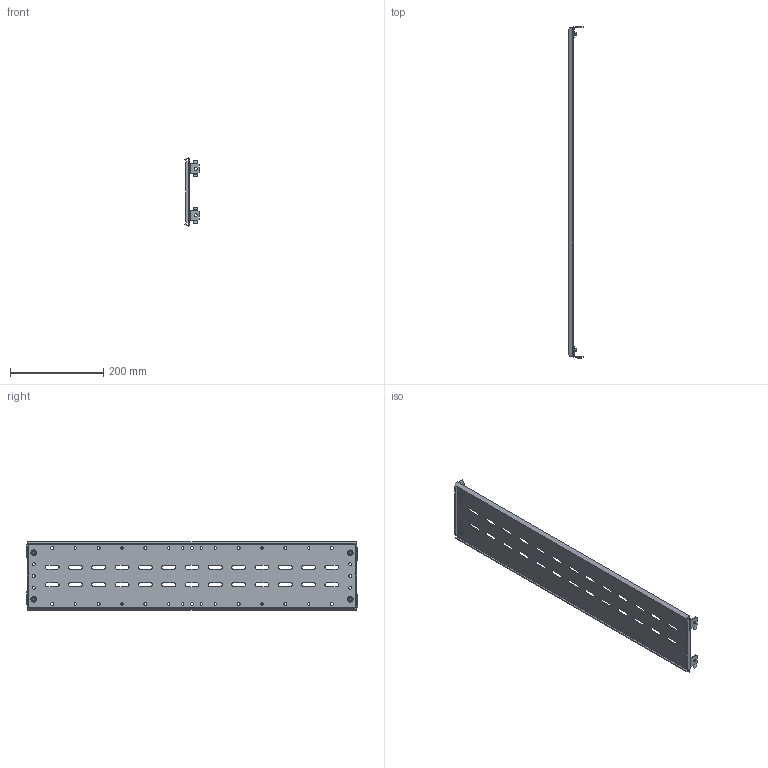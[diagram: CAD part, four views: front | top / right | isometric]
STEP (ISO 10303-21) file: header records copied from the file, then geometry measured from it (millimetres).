
FILE_DESCRIPTION (( 'STEP AP203' ), '1' );
FILE_NAME ('FO-00-SWF-015-080 FORMAT Ïåðåãîðîäêà ñåêöèîíèðîâàíèÿ çàäíÿÿ 150õ800 IEK.STEP', '2024-07-04T09:20:34', ( '' ), ( '' ), 'SwSTEP 2.0', 'SolidWorks 2022', '' );
FILE_SCHEMA (( 'CONFIG_CONTROL_DESIGN' ));
Length unit declared in the file: millimetre
Products named in the file (1): FO-00-SWF-015-080 FORMAT Перегородка секционирования задняя 150х800 IEK
Bounding box: 30.52 x 711.5 x 147.66 mm (x, y, z)
Volume: 175677.2 mm3; surface area: 238706.2 mm2
Topology: 9 solids, 9 shells, 494 faces, 1372 edges, 904 vertices
Faces by surface type: cylinder 250, plane 212, cone 16, torus 16
Entity records: 16325 total; most frequent: DIRECTION 2910, CARTESIAN_POINT 2771, ORIENTED_EDGE 2744, EDGE_CURVE 1372, AXIS2_PLACEMENT_3D 1043, VERTEX_POINT 904, LINE 824, VECTOR 824
